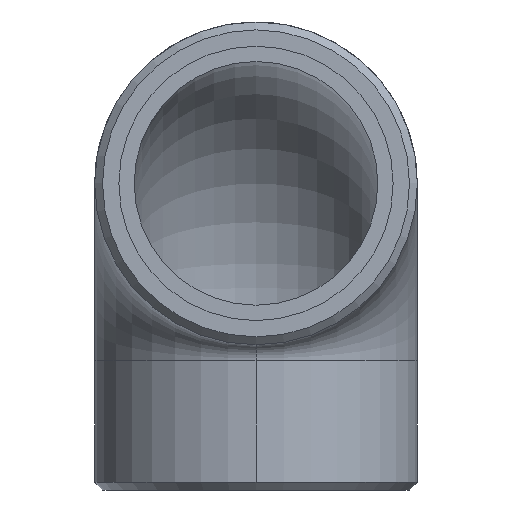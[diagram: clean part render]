
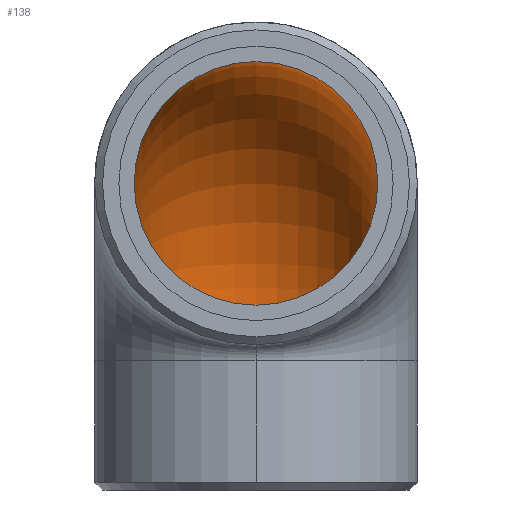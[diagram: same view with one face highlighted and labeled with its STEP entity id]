
A CAD part, left-side view. The second image highlights one B-rep face of the part: STEP entity #138.
In plain terms, the highlighted toroidal (fillet/blend) face has major radius 16.05 mm and minor radius 15.1 mm.
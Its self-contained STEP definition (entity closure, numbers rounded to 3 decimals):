
#48 = EDGE_CURVE ( 'NONE', #652, #652, #831, .T. ) ;
#63 = AXIS2_PLACEMENT_3D ( 'NONE', #291, #306, #307 ) ;
#95 = EDGE_CURVE ( 'NONE', #656, #656, #856, .T. ) ;
#97 = AXIS2_PLACEMENT_3D ( 'NONE', #239, #244, #245 ) ;
#100 = AXIS2_PLACEMENT_3D ( 'NONE', #442, #441, #443 ) ;
#138 = ADVANCED_FACE ( 'NONE', ( #868, #874 ), #876, .F. ) ;
#239 = CARTESIAN_POINT ( 'NONE',  ( 0., 0., -16.05 ) ) ;
#244 = DIRECTION ( 'NONE',  ( 0., 0., -1. ) ) ;
#245 = DIRECTION ( 'NONE',  ( -1., 0., 0. ) ) ;
#291 = CARTESIAN_POINT ( 'NONE',  ( -16.05, 0., 0. ) ) ;
#306 = DIRECTION ( 'NONE',  ( 1., 0., 0. ) ) ;
#307 = DIRECTION ( 'NONE',  ( 0., 0., -1. ) ) ;
#441 = DIRECTION ( 'NONE',  ( 0., 1., 0. ) ) ;
#442 = CARTESIAN_POINT ( 'NONE',  ( -16.05, 0., -16.05 ) ) ;
#443 = DIRECTION ( 'NONE',  ( 0., 0., 1. ) ) ;
#652 = VERTEX_POINT ( 'NONE', #653 ) ;
#653 = CARTESIAN_POINT ( 'NONE',  ( -15.1, 0., -16.05 ) ) ;
#656 = VERTEX_POINT ( 'NONE', #657 ) ;
#657 = CARTESIAN_POINT ( 'NONE',  ( -16.05, 0., -15.1 ) ) ;
#747 = EDGE_LOOP ( 'NONE', ( #788 ) ) ;
#757 = EDGE_LOOP ( 'NONE', ( #789 ) ) ;
#788 = ORIENTED_EDGE ( 'NONE', *, *, #95, .F. ) ;
#789 = ORIENTED_EDGE ( 'NONE', *, *, #48, .T. ) ;
#831 = CIRCLE ( 'NONE', #97, 15.1 ) ;
#856 = CIRCLE ( 'NONE', #63, 15.1 ) ;
#868 = FACE_OUTER_BOUND ( 'NONE', #747, .T. ) ;
#874 = FACE_OUTER_BOUND ( 'NONE', #757, .T. ) ;
#876 = TOROIDAL_SURFACE ( 'NONE', #100, 16.05, 15.1 ) ;
